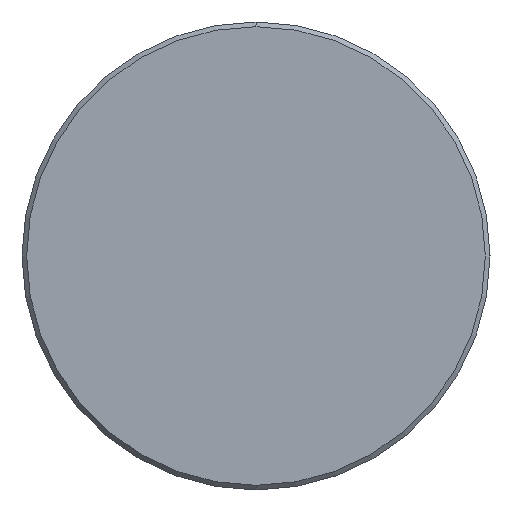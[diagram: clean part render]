
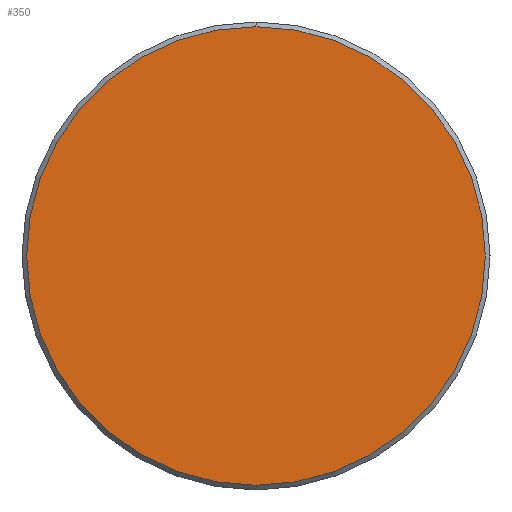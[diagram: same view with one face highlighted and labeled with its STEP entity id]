
A CAD part, left-side view. The second image highlights one B-rep face of the part: STEP entity #350.
In plain terms, the highlighted planar face has unit normal (-1, 0, 0).
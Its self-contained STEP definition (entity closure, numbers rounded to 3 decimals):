
#65 = CIRCLE ( 'NONE', #403, 14.7 ) ;
#88 = AXIS2_PLACEMENT_3D ( 'NONE', #185, #729, #561 ) ;
#167 = EDGE_LOOP ( 'NONE', ( #901, #446 ) ) ;
#185 = CARTESIAN_POINT ( 'NONE',  ( -51.4, -14.876, -14.876 ) ) ;
#217 = VERTEX_POINT ( 'NONE', #620 ) ;
#264 = FACE_OUTER_BOUND ( 'NONE', #167, .T. ) ;
#274 = VERTEX_POINT ( 'NONE', #445 ) ;
#322 = CARTESIAN_POINT ( 'NONE',  ( -51.4, 0., 0. ) ) ;
#350 = ADVANCED_FACE ( 'NONE', ( #264 ), #991, .T. ) ;
#403 = AXIS2_PLACEMENT_3D ( 'NONE', #322, #417, #844 ) ;
#417 = DIRECTION ( 'NONE',  ( -1., 0., 0. ) ) ;
#445 = CARTESIAN_POINT ( 'NONE',  ( -51.4, 0., -14.7 ) ) ;
#446 = ORIENTED_EDGE ( 'NONE', *, *, #471, .T. ) ;
#471 = EDGE_CURVE ( 'NONE', #217, #274, #546, .T. ) ;
#472 = DIRECTION ( 'NONE',  ( -1., 0., 0. ) ) ;
#546 = CIRCLE ( 'NONE', #833, 14.7 ) ;
#561 = DIRECTION ( 'NONE',  ( 0., 0., 1. ) ) ;
#612 = EDGE_CURVE ( 'NONE', #274, #217, #65, .T. ) ;
#620 = CARTESIAN_POINT ( 'NONE',  ( -51.4, 0., 14.7 ) ) ;
#729 = DIRECTION ( 'NONE',  ( -1., 0., 0. ) ) ;
#735 = CARTESIAN_POINT ( 'NONE',  ( -51.4, 0., 0. ) ) ;
#817 = DIRECTION ( 'NONE',  ( 0., 0., -1. ) ) ;
#833 = AXIS2_PLACEMENT_3D ( 'NONE', #735, #472, #817 ) ;
#844 = DIRECTION ( 'NONE',  ( 0., 0., -1. ) ) ;
#901 = ORIENTED_EDGE ( 'NONE', *, *, #612, .T. ) ;
#991 = PLANE ( 'NONE',  #88 ) ;
